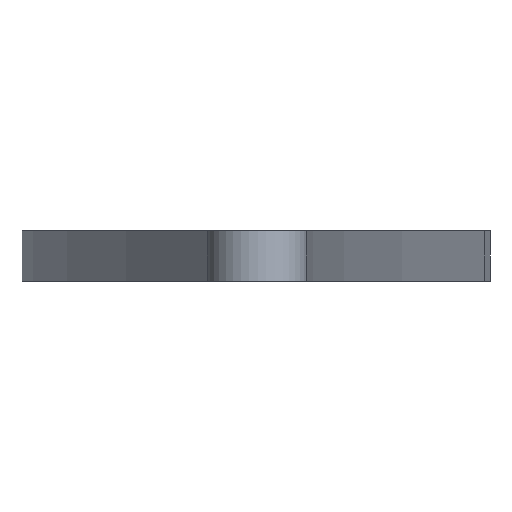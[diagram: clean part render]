
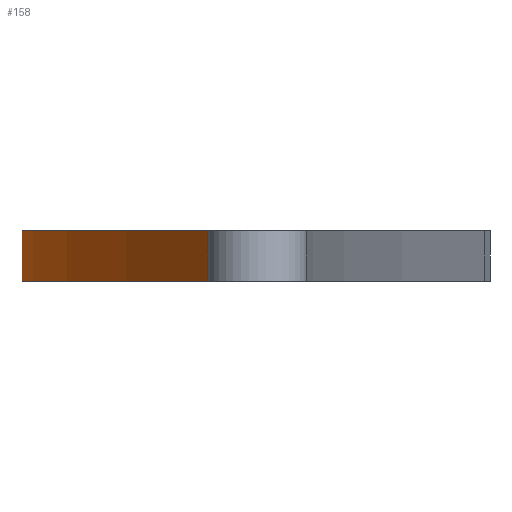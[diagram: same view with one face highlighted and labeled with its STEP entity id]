
A CAD part, front view. The second image highlights one B-rep face of the part: STEP entity #158.
In plain terms, the highlighted cylindrical face has radius 451.897 mm (diameter 903.793 mm), a partial arc.
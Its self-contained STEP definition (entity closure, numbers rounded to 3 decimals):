
#43 = CYLINDRICAL_SURFACE('',#44,14.);
#44 = AXIS2_PLACEMENT_3D('',#45,#46,#47);
#45 = CARTESIAN_POINT('',(0.,100.,0.));
#46 = DIRECTION('',(0.,0.,-1.));
#47 = DIRECTION('',(1.,0.,0.));
#68 = VERTEX_POINT('',#69);
#69 = CARTESIAN_POINT('',(-14.,100.039,3.));
#84 = PLANE('',#85);
#85 = AXIS2_PLACEMENT_3D('',#86,#87,#88);
#86 = CARTESIAN_POINT('',(13.616,96.743,3.));
#87 = DIRECTION('',(0.,0.,-1.));
#88 = DIRECTION('',(-1.,0.,0.));
#100 = EDGE_CURVE('',#101,#68,#103,.T.);
#101 = VERTEX_POINT('',#102);
#102 = CARTESIAN_POINT('',(-14.,100.039,0.));
#103 = SURFACE_CURVE('',#104,(#108,#115),.PCURVE_S1.);
#104 = LINE('',#105,#106);
#105 = CARTESIAN_POINT('',(-14.,100.039,0.));
#106 = VECTOR('',#107,1.);
#107 = DIRECTION('',(0.,0.,1.));
#108 = PCURVE('',#43,#109);
#109 = DEFINITIONAL_REPRESENTATION('',(#110),#114);
#110 = LINE('',#111,#112);
#111 = CARTESIAN_POINT('',(-9.422,0.));
#112 = VECTOR('',#113,1.);
#113 = DIRECTION('',(0.,-1.));
#114 = ( GEOMETRIC_REPRESENTATION_CONTEXT(2) 
PARAMETRIC_REPRESENTATION_CONTEXT() REPRESENTATION_CONTEXT('2D SPACE',''
  ) );
#115 = PCURVE('',#116,#121);
#116 = CYLINDRICAL_SURFACE('',#117,451.896);
#117 = AXIS2_PLACEMENT_3D('',#118,#119,#120);
#118 = CARTESIAN_POINT('',(437.895,98.774,0.));
#119 = DIRECTION('',(0.,0.,-1.));
#120 = DIRECTION('',(1.,0.,0.));
#121 = DEFINITIONAL_REPRESENTATION('',(#122),#126);
#122 = LINE('',#123,#124);
#123 = CARTESIAN_POINT('',(-3.139,0.));
#124 = VECTOR('',#125,1.);
#125 = DIRECTION('',(0.,-1.));
#126 = ( GEOMETRIC_REPRESENTATION_CONTEXT(2) 
PARAMETRIC_REPRESENTATION_CONTEXT() REPRESENTATION_CONTEXT('2D SPACE',''
  ) );
#143 = PLANE('',#144);
#144 = AXIS2_PLACEMENT_3D('',#145,#146,#147);
#145 = CARTESIAN_POINT('',(13.616,96.743,0.));
#146 = DIRECTION('',(0.,0.,-1.));
#147 = DIRECTION('',(-1.,0.,0.));
#158 = ADVANCED_FACE('',(#159),#116,.T.);
#159 = FACE_BOUND('',#160,.F.);
#160 = EDGE_LOOP('',(#161,#162,#190,#218));
#161 = ORIENTED_EDGE('',*,*,#100,.T.);
#162 = ORIENTED_EDGE('',*,*,#163,.T.);
#163 = EDGE_CURVE('',#68,#164,#166,.T.);
#164 = VERTEX_POINT('',#165);
#165 = CARTESIAN_POINT('',(-2.926,-0.66,3.));
#166 = SURFACE_CURVE('',#167,(#172,#179),.PCURVE_S1.);
#167 = CIRCLE('',#168,451.896);
#168 = AXIS2_PLACEMENT_3D('',#169,#170,#171);
#169 = CARTESIAN_POINT('',(437.895,98.774,3.));
#170 = DIRECTION('',(0.,0.,1.));
#171 = DIRECTION('',(1.,0.,0.));
#172 = PCURVE('',#116,#173);
#173 = DEFINITIONAL_REPRESENTATION('',(#174),#178);
#174 = LINE('',#175,#176);
#175 = CARTESIAN_POINT('',(0.,-3.));
#176 = VECTOR('',#177,1.);
#177 = DIRECTION('',(-1.,0.));
#178 = ( GEOMETRIC_REPRESENTATION_CONTEXT(2) 
PARAMETRIC_REPRESENTATION_CONTEXT() REPRESENTATION_CONTEXT('2D SPACE',''
  ) );
#179 = PCURVE('',#84,#180);
#180 = DEFINITIONAL_REPRESENTATION('',(#181),#189);
#181 = ( BOUNDED_CURVE() B_SPLINE_CURVE(2,(#182,#183,#184,#185,#186,#187
,#188),.UNSPECIFIED.,.F.,.F.) B_SPLINE_CURVE_WITH_KNOTS((1,2,2,2,2,1),(
    -2.094,0.,2.094,4.189,6.283,
8.378),.UNSPECIFIED.) CURVE() GEOMETRIC_REPRESENTATION_ITEM() 
RATIONAL_B_SPLINE_CURVE((1.,0.5,1.,0.5,1.,0.5,1.)) REPRESENTATION_ITEM(
  '') );
#182 = CARTESIAN_POINT('',(-876.175,2.031));
#183 = CARTESIAN_POINT('',(-876.175,784.739));
#184 = CARTESIAN_POINT('',(-198.331,393.385));
#185 = CARTESIAN_POINT('',(479.514,2.031));
#186 = CARTESIAN_POINT('',(-198.331,-389.323));
#187 = CARTESIAN_POINT('',(-876.175,-780.677));
#188 = CARTESIAN_POINT('',(-876.175,2.031));
#189 = ( GEOMETRIC_REPRESENTATION_CONTEXT(2) 
PARAMETRIC_REPRESENTATION_CONTEXT() REPRESENTATION_CONTEXT('2D SPACE',''
  ) );
#190 = ORIENTED_EDGE('',*,*,#191,.F.);
#191 = EDGE_CURVE('',#192,#164,#194,.T.);
#192 = VERTEX_POINT('',#193);
#193 = CARTESIAN_POINT('',(-2.926,-0.66,0.));
#194 = SURFACE_CURVE('',#195,(#199,#206),.PCURVE_S1.);
#195 = LINE('',#196,#197);
#196 = CARTESIAN_POINT('',(-2.926,-0.66,0.));
#197 = VECTOR('',#198,1.);
#198 = DIRECTION('',(0.,0.,1.));
#199 = PCURVE('',#116,#200);
#200 = DEFINITIONAL_REPRESENTATION('',(#201),#205);
#201 = LINE('',#202,#203);
#202 = CARTESIAN_POINT('',(-3.363,0.));
#203 = VECTOR('',#204,1.);
#204 = DIRECTION('',(0.,-1.));
#205 = ( GEOMETRIC_REPRESENTATION_CONTEXT(2) 
PARAMETRIC_REPRESENTATION_CONTEXT() REPRESENTATION_CONTEXT('2D SPACE',''
  ) );
#206 = PCURVE('',#207,#212);
#207 = CYLINDRICAL_SURFACE('',#208,3.);
#208 = AXIS2_PLACEMENT_3D('',#209,#210,#211);
#209 = CARTESIAN_POINT('',(0.,0.,
    0.));
#210 = DIRECTION('',(0.,0.,-1.));
#211 = DIRECTION('',(1.,0.,0.));
#212 = DEFINITIONAL_REPRESENTATION('',(#213),#217);
#213 = LINE('',#214,#215);
#214 = CARTESIAN_POINT('',(-3.363,0.));
#215 = VECTOR('',#216,1.);
#216 = DIRECTION('',(0.,-1.));
#217 = ( GEOMETRIC_REPRESENTATION_CONTEXT(2) 
PARAMETRIC_REPRESENTATION_CONTEXT() REPRESENTATION_CONTEXT('2D SPACE',''
  ) );
#218 = ORIENTED_EDGE('',*,*,#219,.F.);
#219 = EDGE_CURVE('',#101,#192,#220,.T.);
#220 = SURFACE_CURVE('',#221,(#226,#233),.PCURVE_S1.);
#221 = CIRCLE('',#222,451.896);
#222 = AXIS2_PLACEMENT_3D('',#223,#224,#225);
#223 = CARTESIAN_POINT('',(437.895,98.774,0.));
#224 = DIRECTION('',(0.,0.,1.));
#225 = DIRECTION('',(1.,0.,0.));
#226 = PCURVE('',#116,#227);
#227 = DEFINITIONAL_REPRESENTATION('',(#228),#232);
#228 = LINE('',#229,#230);
#229 = CARTESIAN_POINT('',(0.,0.));
#230 = VECTOR('',#231,1.);
#231 = DIRECTION('',(-1.,0.));
#232 = ( GEOMETRIC_REPRESENTATION_CONTEXT(2) 
PARAMETRIC_REPRESENTATION_CONTEXT() REPRESENTATION_CONTEXT('2D SPACE',''
  ) );
#233 = PCURVE('',#143,#234);
#234 = DEFINITIONAL_REPRESENTATION('',(#235),#243);
#235 = ( BOUNDED_CURVE() B_SPLINE_CURVE(2,(#236,#237,#238,#239,#240,#241
,#242),.UNSPECIFIED.,.F.,.F.) B_SPLINE_CURVE_WITH_KNOTS((1,2,2,2,2,1),(
    -2.094,0.,2.094,4.189,6.283,
8.378),.UNSPECIFIED.) CURVE() GEOMETRIC_REPRESENTATION_ITEM() 
RATIONAL_B_SPLINE_CURVE((1.,0.5,1.,0.5,1.,0.5,1.)) REPRESENTATION_ITEM(
  '') );
#236 = CARTESIAN_POINT('',(-876.175,2.031));
#237 = CARTESIAN_POINT('',(-876.175,784.739));
#238 = CARTESIAN_POINT('',(-198.331,393.385));
#239 = CARTESIAN_POINT('',(479.514,2.031));
#240 = CARTESIAN_POINT('',(-198.331,-389.323));
#241 = CARTESIAN_POINT('',(-876.175,-780.677));
#242 = CARTESIAN_POINT('',(-876.175,2.031));
#243 = ( GEOMETRIC_REPRESENTATION_CONTEXT(2) 
PARAMETRIC_REPRESENTATION_CONTEXT() REPRESENTATION_CONTEXT('2D SPACE',''
  ) );
